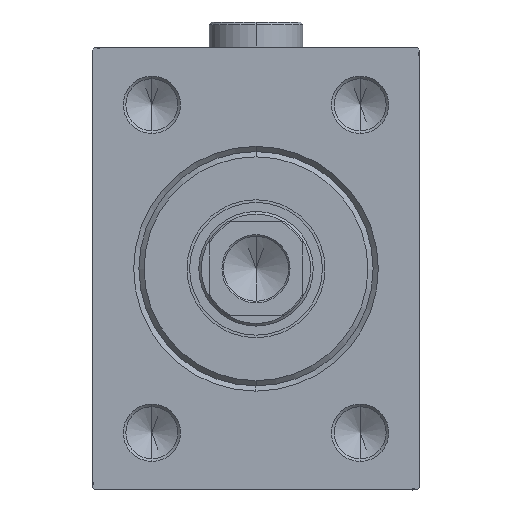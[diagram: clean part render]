
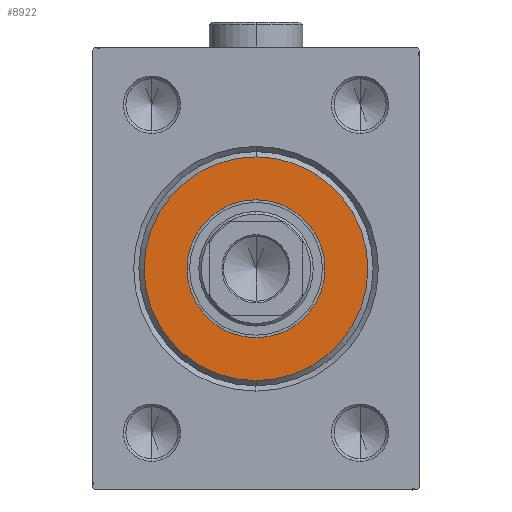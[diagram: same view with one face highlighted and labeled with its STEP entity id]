
A CAD part, left-side view. The second image highlights one B-rep face of the part: STEP entity #8922.
In plain terms, the highlighted face is planar.
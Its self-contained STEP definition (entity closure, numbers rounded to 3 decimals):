
#160 = EDGE_LOOP ( 'NONE', ( #896, #8222 ) ) ;
#896 = ORIENTED_EDGE ( 'NONE', *, *, #15362, .T. ) ;
#931 = CIRCLE ( 'NONE', #6841, 21.5 ) ;
#4995 = ORIENTED_EDGE ( 'NONE', *, *, #21436, .F. ) ;
#5522 = CARTESIAN_POINT ( 'NONE',  ( 3., 0., -21.5 ) ) ;
#6387 = VERTEX_POINT ( 'NONE', #36527 ) ;
#6841 = AXIS2_PLACEMENT_3D ( 'NONE', #15569, #40252, #15122 ) ;
#8129 = AXIS2_PLACEMENT_3D ( 'NONE', #45197, #13621, #10142 ) ;
#8222 = ORIENTED_EDGE ( 'NONE', *, *, #43847, .T. ) ;
#8922 = ADVANCED_FACE ( 'NONE', ( #26576, #25893 ), #30261, .T. ) ;
#10142 = DIRECTION ( 'NONE',  ( 0., 0., -1. ) ) ;
#13621 = DIRECTION ( 'NONE',  ( 1., 0., 0. ) ) ;
#14399 = CIRCLE ( 'NONE', #37986, 13.25 ) ;
#14602 = VERTEX_POINT ( 'NONE', #41591 ) ;
#15122 = DIRECTION ( 'NONE',  ( 0., 0., -1. ) ) ;
#15362 = EDGE_CURVE ( 'NONE', #6387, #16821, #16541, .T. ) ;
#15569 = CARTESIAN_POINT ( 'NONE',  ( 3., 0., 0. ) ) ;
#16541 = CIRCLE ( 'NONE', #42331, 21.5 ) ;
#16821 = VERTEX_POINT ( 'NONE', #5522 ) ;
#17427 = VERTEX_POINT ( 'NONE', #40241 ) ;
#20632 = CARTESIAN_POINT ( 'NONE',  ( 3., 0., 0. ) ) ;
#20866 = DIRECTION ( 'NONE',  ( 0., 0., -1. ) ) ;
#21436 = EDGE_CURVE ( 'NONE', #17427, #14602, #14399, .T. ) ;
#21563 = AXIS2_PLACEMENT_3D ( 'NONE', #23120, #44308, #43856 ) ;
#23120 = CARTESIAN_POINT ( 'NONE',  ( 3., 0., 0. ) ) ;
#25893 = FACE_BOUND ( 'NONE', #32947, .T. ) ;
#26576 = FACE_OUTER_BOUND ( 'NONE', #160, .T. ) ;
#30261 = PLANE ( 'NONE',  #21563 ) ;
#31018 = CIRCLE ( 'NONE', #8129, 13.25 ) ;
#32947 = EDGE_LOOP ( 'NONE', ( #4995, #32989 ) ) ;
#32989 = ORIENTED_EDGE ( 'NONE', *, *, #34981, .F. ) ;
#34981 = EDGE_CURVE ( 'NONE', #14602, #17427, #31018, .T. ) ;
#36527 = CARTESIAN_POINT ( 'NONE',  ( 3., 0., 21.5 ) ) ;
#37986 = AXIS2_PLACEMENT_3D ( 'NONE', #42046, #45265, #41343 ) ;
#40241 = CARTESIAN_POINT ( 'NONE',  ( 3., 0., -13.25 ) ) ;
#40252 = DIRECTION ( 'NONE',  ( 1., 0., 0. ) ) ;
#41343 = DIRECTION ( 'NONE',  ( 0., 0., -1. ) ) ;
#41591 = CARTESIAN_POINT ( 'NONE',  ( 3., 0., 13.25 ) ) ;
#42046 = CARTESIAN_POINT ( 'NONE',  ( 3., 0., 0. ) ) ;
#42331 = AXIS2_PLACEMENT_3D ( 'NONE', #20632, #44808, #20866 ) ;
#43847 = EDGE_CURVE ( 'NONE', #16821, #6387, #931, .T. ) ;
#43856 = DIRECTION ( 'NONE',  ( 0., 0., -1. ) ) ;
#44308 = DIRECTION ( 'NONE',  ( 1., 0., 0. ) ) ;
#44808 = DIRECTION ( 'NONE',  ( 1., 0., 0. ) ) ;
#45197 = CARTESIAN_POINT ( 'NONE',  ( 3., 0., 0. ) ) ;
#45265 = DIRECTION ( 'NONE',  ( 1., 0., 0. ) ) ;
